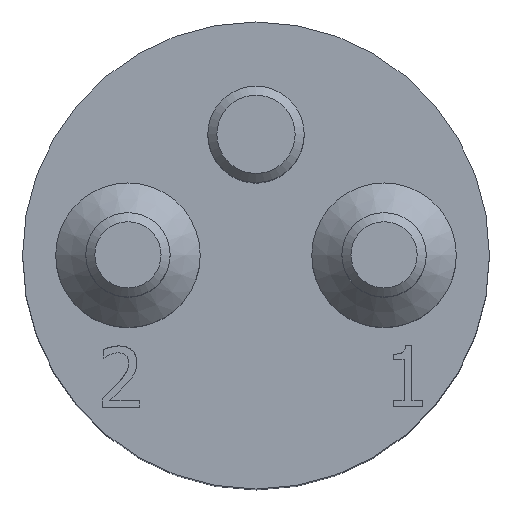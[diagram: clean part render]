
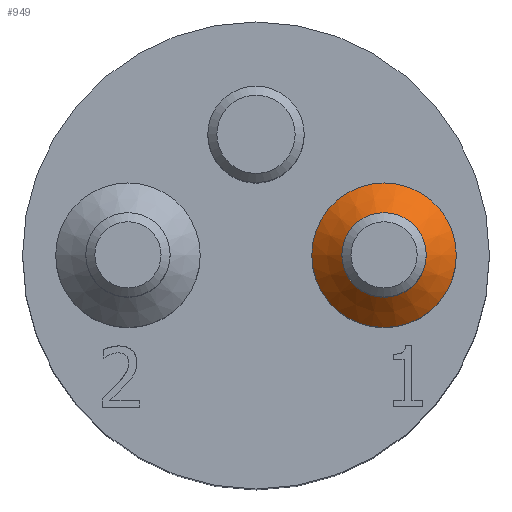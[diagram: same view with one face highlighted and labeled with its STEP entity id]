
A CAD part, top view. The second image highlights one B-rep face of the part: STEP entity #949.
In plain terms, the highlighted conical face has half-angle 45 degrees and reference radius 1.9 mm.
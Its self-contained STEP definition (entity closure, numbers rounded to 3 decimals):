
#232=FACE_BOUND($,#373,.T.);
#295=FACE_OUTER_BOUND($,#372,.T.);
#372=EDGE_LOOP($,(#799));
#373=EDGE_LOOP($,(#800));
#409=CIRCLE($,#1015,1.4);
#413=CIRCLE($,#1024,2.4);
#494=VERTEX_POINT($,#1636);
#498=VERTEX_POINT($,#1649);
#607=EDGE_CURVE($,#494,#494,#409,.T.);
#611=EDGE_CURVE($,#498,#498,#413,.T.);
#799=ORIENTED_EDGE($,*,*,#607,.T.);
#800=ORIENTED_EDGE($,*,*,#611,.T.);
#847=CONICAL_SURFACE($,#1023,1.9,45.);
#949=ADVANCED_FACE($,(#295,#232),#847,.T.);
#1015=AXIS2_PLACEMENT_3D($,#1637,#1210,#1211);
#1023=AXIS2_PLACEMENT_3D($,#1648,#1226,#1227);
#1024=AXIS2_PLACEMENT_3D($,#1650,#1228,#1229);
#1210=DIRECTION('center_axis',(0.,0.,-1.));
#1211=DIRECTION('ref_axis',(-1.,0.,0.));
#1226=DIRECTION('center_axis',(0.,0.,-1.));
#1227=DIRECTION('ref_axis',(-1.,0.,0.));
#1228=DIRECTION('center_axis',(0.,0.,1.));
#1229=DIRECTION('ref_axis',(-1.,0.,0.));
#1636=CARTESIAN_POINT('',(5.65,0.,25.));
#1637=CARTESIAN_POINT('Origin',(4.25,0.,25.));
#1648=CARTESIAN_POINT('Origin',(4.25,0.,24.5));
#1649=CARTESIAN_POINT('',(6.65,0.,24.));
#1650=CARTESIAN_POINT('Origin',(4.25,0.,24.));
